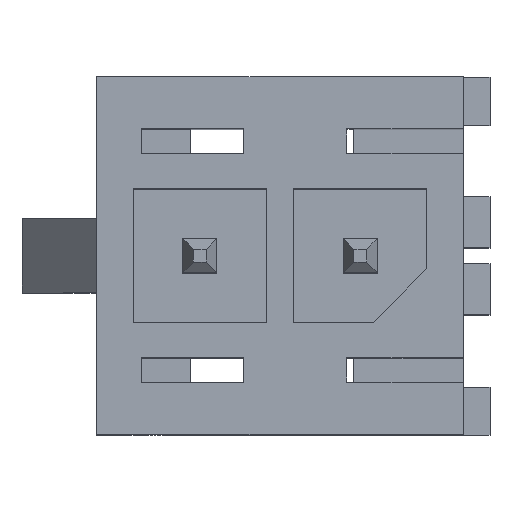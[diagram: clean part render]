
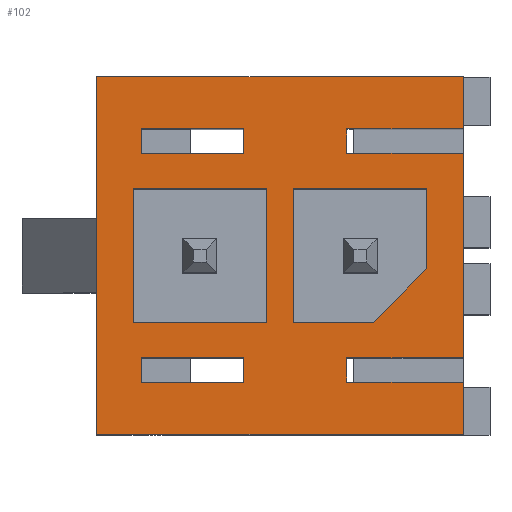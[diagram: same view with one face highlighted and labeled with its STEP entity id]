
A CAD part, top view. The second image highlights one B-rep face of the part: STEP entity #102.
In plain terms, the highlighted planar face has unit normal (0, 0, 1).
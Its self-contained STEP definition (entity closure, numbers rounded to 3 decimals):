
#102=ADVANCED_FACE('',(#342,#343,#344,#345,#346),#347,.T.);
#342=FACE_OUTER_BOUND('',#766,.T.);
#343=FACE_BOUND('',#767,.T.);
#344=FACE_BOUND('',#768,.T.);
#345=FACE_BOUND('',#769,.T.);
#346=FACE_BOUND('',#770,.T.);
#347=PLANE('',#771);
#766=EDGE_LOOP('',(#1445,#1446,#1447,#1448,#1449,#1450,#1451,#1452,#1453,#1454,#1455,#1456));
#767=EDGE_LOOP('',(#1457,#1458,#1459,#1460,#1461));
#768=EDGE_LOOP('',(#1462,#1463,#1464,#1465));
#769=EDGE_LOOP('',(#1466,#1467,#1468,#1469));
#770=EDGE_LOOP('',(#1470,#1471,#1472,#1473));
#771=AXIS2_PLACEMENT_3D('',#1474,#1475,#1476);
#1445=ORIENTED_EDGE('',*,*,#3064,.T.);
#1446=ORIENTED_EDGE('',*,*,#3101,.T.);
#1447=ORIENTED_EDGE('',*,*,#3141,.T.);
#1448=ORIENTED_EDGE('',*,*,#3139,.T.);
#1449=ORIENTED_EDGE('',*,*,#3060,.T.);
#1450=ORIENTED_EDGE('',*,*,#3142,.F.);
#1451=ORIENTED_EDGE('',*,*,#3143,.F.);
#1452=ORIENTED_EDGE('',*,*,#3144,.T.);
#1453=ORIENTED_EDGE('',*,*,#3068,.T.);
#1454=ORIENTED_EDGE('',*,*,#3145,.T.);
#1455=ORIENTED_EDGE('',*,*,#3146,.T.);
#1456=ORIENTED_EDGE('',*,*,#3147,.T.);
#1457=ORIENTED_EDGE('',*,*,#3148,.F.);
#1458=ORIENTED_EDGE('',*,*,#3149,.F.);
#1459=ORIENTED_EDGE('',*,*,#3150,.F.);
#1460=ORIENTED_EDGE('',*,*,#3151,.T.);
#1461=ORIENTED_EDGE('',*,*,#3152,.F.);
#1462=ORIENTED_EDGE('',*,*,#3153,.F.);
#1463=ORIENTED_EDGE('',*,*,#3154,.F.);
#1464=ORIENTED_EDGE('',*,*,#3155,.F.);
#1465=ORIENTED_EDGE('',*,*,#3156,.F.);
#1466=ORIENTED_EDGE('',*,*,#3157,.T.);
#1467=ORIENTED_EDGE('',*,*,#3158,.T.);
#1468=ORIENTED_EDGE('',*,*,#3159,.T.);
#1469=ORIENTED_EDGE('',*,*,#3160,.T.);
#1470=ORIENTED_EDGE('',*,*,#3097,.T.);
#1471=ORIENTED_EDGE('',*,*,#3107,.T.);
#1472=ORIENTED_EDGE('',*,*,#3113,.T.);
#1473=ORIENTED_EDGE('',*,*,#3122,.T.);
#1474=CARTESIAN_POINT('',(-3.43,-3.35,4.95));
#1475=DIRECTION('',(0.0,0.0,1.0));
#1476=DIRECTION('',(1.0,0.0,0.0));
#3060=EDGE_CURVE('',#3759,#3757,#3760,.T.);
#3064=EDGE_CURVE('',#3767,#3765,#3768,.T.);
#3068=EDGE_CURVE('',#3775,#3773,#3776,.T.);
#3097=EDGE_CURVE('',#3833,#3831,#3834,.T.);
#3101=EDGE_CURVE('',#3765,#3839,#3841,.T.);
#3107=EDGE_CURVE('',#3831,#3849,#3851,.T.);
#3113=EDGE_CURVE('',#3849,#3861,#3863,.T.);
#3122=EDGE_CURVE('',#3861,#3833,#3877,.T.);
#3139=EDGE_CURVE('',#3906,#3759,#3907,.T.);
#3141=EDGE_CURVE('',#3839,#3906,#3909,.T.);
#3142=EDGE_CURVE('',#3910,#3757,#3911,.T.);
#3143=EDGE_CURVE('',#3912,#3910,#3913,.T.);
#3144=EDGE_CURVE('',#3912,#3775,#3914,.T.);
#3145=EDGE_CURVE('',#3773,#3915,#3916,.T.);
#3146=EDGE_CURVE('',#3915,#3917,#3918,.T.);
#3147=EDGE_CURVE('',#3917,#3767,#3919,.T.);
#3148=EDGE_CURVE('',#3920,#3921,#3922,.T.);
#3149=EDGE_CURVE('',#3923,#3920,#3924,.T.);
#3150=EDGE_CURVE('',#3925,#3923,#3926,.T.);
#3151=EDGE_CURVE('',#3925,#3927,#3928,.F.);
#3152=EDGE_CURVE('',#3921,#3927,#3929,.T.);
#3153=EDGE_CURVE('',#3930,#3931,#3932,.T.);
#3154=EDGE_CURVE('',#3933,#3930,#3934,.T.);
#3155=EDGE_CURVE('',#3935,#3933,#3936,.T.);
#3156=EDGE_CURVE('',#3931,#3935,#3937,.T.);
#3157=EDGE_CURVE('',#3938,#3939,#3940,.T.);
#3158=EDGE_CURVE('',#3939,#3941,#3942,.T.);
#3159=EDGE_CURVE('',#3941,#3943,#3944,.T.);
#3160=EDGE_CURVE('',#3943,#3938,#3945,.T.);
#3757=VERTEX_POINT('',#4851);
#3759=VERTEX_POINT('',#4854);
#3760=LINE('',#4855,#4856);
#3765=VERTEX_POINT('',#4863);
#3767=VERTEX_POINT('',#4866);
#3768=LINE('',#4867,#4868);
#3773=VERTEX_POINT('',#4875);
#3775=VERTEX_POINT('',#4878);
#3776=LINE('',#4879,#4880);
#3831=VERTEX_POINT('',#4962);
#3833=VERTEX_POINT('',#4965);
#3834=LINE('',#4966,#4967);
#3839=VERTEX_POINT('',#4974);
#3841=LINE('',#4977,#4978);
#3849=VERTEX_POINT('',#4990);
#3851=LINE('',#4993,#4994);
#3861=VERTEX_POINT('',#5008);
#3863=LINE('',#5011,#5012);
#3877=LINE('',#5034,#5035);
#3906=VERTEX_POINT('',#5080);
#3907=LINE('',#5081,#5082);
#3909=LINE('',#5085,#5086);
#3910=VERTEX_POINT('',#5087);
#3911=LINE('',#5088,#5089);
#3912=VERTEX_POINT('',#5090);
#3913=LINE('',#5091,#5092);
#3914=LINE('',#5093,#5094);
#3915=VERTEX_POINT('',#5095);
#3916=LINE('',#5096,#5097);
#3917=VERTEX_POINT('',#5098);
#3918=LINE('',#5099,#5100);
#3919=LINE('',#5101,#5102);
#3920=VERTEX_POINT('',#5103);
#3921=VERTEX_POINT('',#5104);
#3922=LINE('',#5105,#5106);
#3923=VERTEX_POINT('',#5107);
#3924=LINE('',#5108,#5109);
#3925=VERTEX_POINT('',#5110);
#3926=LINE('',#5111,#5112);
#3927=VERTEX_POINT('',#5113);
#3928=LINE('',#5114,#5115);
#3929=LINE('',#5116,#5117);
#3930=VERTEX_POINT('',#5118);
#3931=VERTEX_POINT('',#5119);
#3932=LINE('',#5120,#5121);
#3933=VERTEX_POINT('',#5122);
#3934=LINE('',#5123,#5124);
#3935=VERTEX_POINT('',#5125);
#3936=LINE('',#5126,#5127);
#3937=LINE('',#5128,#5129);
#3938=VERTEX_POINT('',#5130);
#3939=VERTEX_POINT('',#5131);
#3940=LINE('',#5132,#5133);
#3941=VERTEX_POINT('',#5134);
#3942=LINE('',#5135,#5136);
#3943=VERTEX_POINT('',#5137);
#3944=LINE('',#5138,#5139);
#3945=LINE('',#5140,#5141);
#4851=CARTESIAN_POINT('',(3.43,3.35,4.95));
#4854=CARTESIAN_POINT('',(3.43,2.37,4.95));
#4855=CARTESIAN_POINT('',(3.43,-3.35,4.95));
#4856=VECTOR('',#6216,1000.0);
#4863=CARTESIAN_POINT('',(3.43,1.91,4.95));
#4866=CARTESIAN_POINT('',(3.43,-1.91,4.95));
#4867=CARTESIAN_POINT('',(3.43,-3.35,4.95));
#4868=VECTOR('',#6220,1000.0);
#4875=CARTESIAN_POINT('',(3.43,-2.37,4.95));
#4878=CARTESIAN_POINT('',(3.43,-3.35,4.95));
#4879=CARTESIAN_POINT('',(3.43,-3.35,4.95));
#4880=VECTOR('',#6224,1000.0);
#4962=CARTESIAN_POINT('',(-2.6,1.91,4.95));
#4965=CARTESIAN_POINT('',(-0.68,1.91,4.95));
#4966=CARTESIAN_POINT('',(-0.68,1.91,4.95));
#4967=VECTOR('',#6253,1000.0);
#4974=CARTESIAN_POINT('',(1.25,1.91,4.95));
#4977=CARTESIAN_POINT('',(3.43,1.91,4.95));
#4978=VECTOR('',#6257,1000.0);
#4990=CARTESIAN_POINT('',(-2.6,2.37,4.95));
#4993=CARTESIAN_POINT('',(-2.6,1.91,4.95));
#4994=VECTOR('',#6263,1000.0);
#5008=CARTESIAN_POINT('',(-0.68,2.37,4.95));
#5011=CARTESIAN_POINT('',(-2.6,2.37,4.95));
#5012=VECTOR('',#6269,1000.0);
#5034=CARTESIAN_POINT('',(-0.68,2.37,4.95));
#5035=VECTOR('',#6278,1000.0);
#5080=CARTESIAN_POINT('',(1.25,2.37,4.95));
#5081=CARTESIAN_POINT('',(1.25,2.37,4.95));
#5082=VECTOR('',#6295,1000.0);
#5085=CARTESIAN_POINT('',(1.25,1.91,4.95));
#5086=VECTOR('',#6297,1000.0);
#5087=CARTESIAN_POINT('',(-3.43,3.35,4.95));
#5088=CARTESIAN_POINT('',(-3.43,3.35,4.95));
#5089=VECTOR('',#6298,1000.0);
#5090=CARTESIAN_POINT('',(-3.43,-3.35,4.95));
#5091=CARTESIAN_POINT('',(-3.43,-3.35,4.95));
#5092=VECTOR('',#6299,1000.0);
#5093=CARTESIAN_POINT('',(-3.43,-3.35,4.95));
#5094=VECTOR('',#6300,1000.0);
#5095=CARTESIAN_POINT('',(1.25,-2.37,4.95));
#5096=CARTESIAN_POINT('',(3.43,-2.37,4.95));
#5097=VECTOR('',#6301,1000.0);
#5098=CARTESIAN_POINT('',(1.25,-1.91,4.95));
#5099=CARTESIAN_POINT('',(1.25,-2.37,4.95));
#5100=VECTOR('',#6302,1000.0);
#5101=CARTESIAN_POINT('',(1.25,-1.91,4.95));
#5102=VECTOR('',#6303,1000.0);
#5103=CARTESIAN_POINT('',(0.25,1.25,4.95));
#5104=CARTESIAN_POINT('',(0.25,-1.25,4.95));
#5105=CARTESIAN_POINT('',(0.25,1.25,4.95));
#5106=VECTOR('',#6304,1000.0);
#5107=CARTESIAN_POINT('',(2.75,1.25,4.95));
#5108=CARTESIAN_POINT('',(2.75,1.25,4.95));
#5109=VECTOR('',#6305,1000.0);
#5110=CARTESIAN_POINT('',(2.75,-0.25,4.95));
#5111=CARTESIAN_POINT('',(2.75,-1.25,4.95));
#5112=VECTOR('',#6306,1000.0);
#5113=CARTESIAN_POINT('',(1.75,-1.25,4.95));
#5114=CARTESIAN_POINT('',(2.75,-0.25,4.95));
#5115=VECTOR('',#6307,1000.0);
#5116=CARTESIAN_POINT('',(0.25,-1.25,4.95));
#5117=VECTOR('',#6308,1000.0);
#5118=CARTESIAN_POINT('',(-2.75,-1.25,4.95));
#5119=CARTESIAN_POINT('',(-0.25,-1.25,4.95));
#5120=CARTESIAN_POINT('',(-2.75,-1.25,4.95));
#5121=VECTOR('',#6309,1000.0);
#5122=CARTESIAN_POINT('',(-2.75,1.25,4.95));
#5123=CARTESIAN_POINT('',(-2.75,1.25,4.95));
#5124=VECTOR('',#6310,1000.0);
#5125=CARTESIAN_POINT('',(-0.25,1.25,4.95));
#5126=CARTESIAN_POINT('',(-0.25,1.25,4.95));
#5127=VECTOR('',#6311,1000.0);
#5128=CARTESIAN_POINT('',(-0.25,-1.25,4.95));
#5129=VECTOR('',#6312,1000.0);
#5130=CARTESIAN_POINT('',(-0.68,-1.91,4.95));
#5131=CARTESIAN_POINT('',(-0.68,-2.37,4.95));
#5132=CARTESIAN_POINT('',(-0.68,-1.91,4.95));
#5133=VECTOR('',#6313,1000.0);
#5134=CARTESIAN_POINT('',(-2.6,-2.37,4.95));
#5135=CARTESIAN_POINT('',(-0.68,-2.37,4.95));
#5136=VECTOR('',#6314,1000.0);
#5137=CARTESIAN_POINT('',(-2.6,-1.91,4.95));
#5138=CARTESIAN_POINT('',(-2.6,-2.37,4.95));
#5139=VECTOR('',#6315,1000.0);
#5140=CARTESIAN_POINT('',(-2.6,-1.91,4.95));
#5141=VECTOR('',#6316,1000.0);
#6216=DIRECTION('',(0.0,1.0,0.0));
#6220=DIRECTION('',(0.0,1.0,0.0));
#6224=DIRECTION('',(0.0,1.0,0.0));
#6253=DIRECTION('',(-1.0,0.0,0.0));
#6257=DIRECTION('',(-1.0,0.0,0.0));
#6263=DIRECTION('',(0.0,1.0,0.0));
#6269=DIRECTION('',(1.0,0.0,0.0));
#6278=DIRECTION('',(0.0,-1.0,0.0));
#6295=DIRECTION('',(1.0,0.0,0.0));
#6297=DIRECTION('',(0.0,1.0,0.0));
#6298=DIRECTION('',(1.0,0.0,0.0));
#6299=DIRECTION('',(0.0,1.0,0.0));
#6300=DIRECTION('',(1.0,0.0,0.0));
#6301=DIRECTION('',(-1.0,0.0,0.0));
#6302=DIRECTION('',(0.0,1.0,0.0));
#6303=DIRECTION('',(1.0,0.0,0.0));
#6304=DIRECTION('',(0.0,-1.0,0.0));
#6305=DIRECTION('',(-1.0,0.0,0.0));
#6306=DIRECTION('',(0.,1.0,0.0));
#6307=DIRECTION('',(0.707,0.707,0.0));
#6308=DIRECTION('',(1.0,0.0,0.0));
#6309=DIRECTION('',(1.0,0.0,0.0));
#6310=DIRECTION('',(0.,-1.0,0.0));
#6311=DIRECTION('',(-1.0,0.0,0.0));
#6312=DIRECTION('',(0.0,1.0,0.0));
#6313=DIRECTION('',(0.0,-1.0,0.0));
#6314=DIRECTION('',(-1.0,0.0,0.0));
#6315=DIRECTION('',(0.0,1.0,0.0));
#6316=DIRECTION('',(1.0,0.0,0.0));
